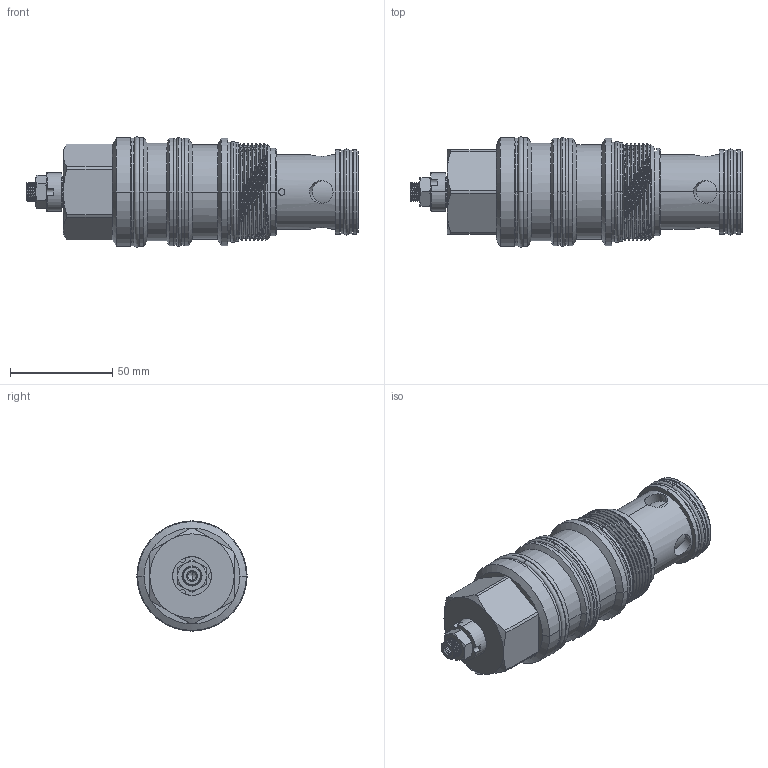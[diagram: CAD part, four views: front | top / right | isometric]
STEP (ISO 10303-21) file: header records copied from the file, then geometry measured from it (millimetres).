
FILE_DESCRIPTION (( 'STEP AP214' ), '1' );
FILE_NAME ('CK24A4C-L.STEP', '2016-04-12T02:41:56', ( '' ), ( '' ), 'SwSTEP 2.0', 'SolidWorks 2012', '' );
FILE_SCHEMA (( 'AUTOMOTIVE_DESIGN' ));
Length unit declared in the file: millimetre
Products named in the file (1): CK24A4C-L
Bounding box: 162.22 x 53.84 x 53.84 mm (x, y, z)
Volume: 227297.3 mm3; surface area: 41318.2 mm2
Topology: 5 solids, 5 shells, 324 faces, 755 edges, 465 vertices
Faces by surface type: cylinder 142, plane 80, cone 65, torus 30, bspline 7
Entity records: 16205 total; most frequent: CARTESIAN_POINT 8982, DIRECTION 1506, ORIENTED_EDGE 1506, EDGE_CURVE 753, AXIS2_PLACEMENT_3D 633, VERTEX_POINT 465, EDGE_LOOP 358, FACE_OUTER_BOUND 324
